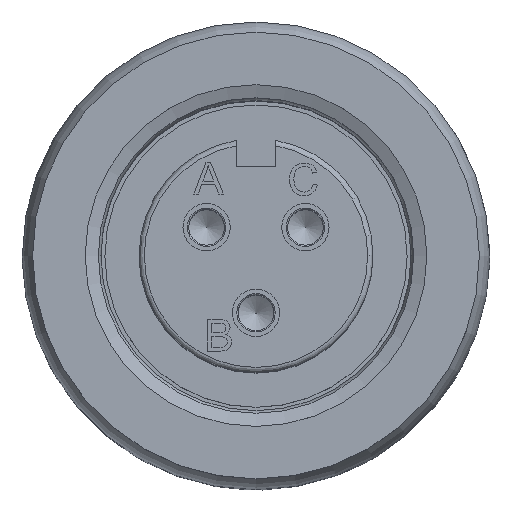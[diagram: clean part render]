
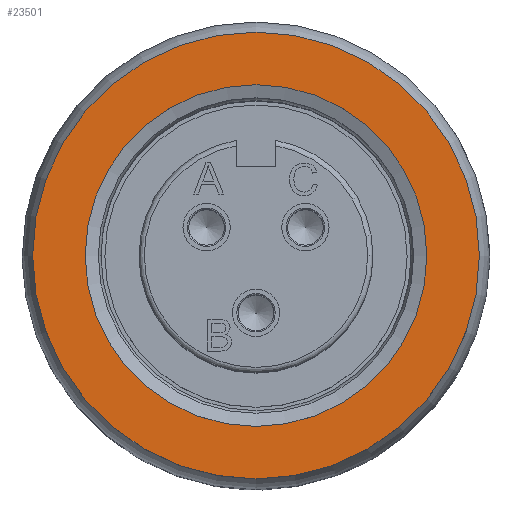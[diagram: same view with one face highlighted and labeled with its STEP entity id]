
A CAD part, top view. The second image highlights one B-rep face of the part: STEP entity #23501.
In plain terms, the highlighted planar face has unit normal (0, 0, 1).
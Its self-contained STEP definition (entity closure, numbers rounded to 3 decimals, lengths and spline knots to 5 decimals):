
#625=FACE_BOUND('',#4574,.T.);
#1184=PLANE('',#26894);
#2935=FACE_OUTER_BOUND('',#4573,.T.);
#4573=EDGE_LOOP('',(#20694));
#4574=EDGE_LOOP('',(#20695));
#6391=CIRCLE('',#26840,0.325);
#6426=CIRCLE('',#26895,0.425);
#10667=VERTEX_POINT('',#50546);
#10697=VERTEX_POINT('',#50644);
#13989=EDGE_CURVE('',#10667,#10667,#6391,.T.);
#14036=EDGE_CURVE('',#10697,#10697,#6426,.T.);
#20694=ORIENTED_EDGE('',*,*,#14036,.F.);
#20695=ORIENTED_EDGE('',*,*,#13989,.T.);
#23501=ADVANCED_FACE('',(#2935,#625),#1184,.T.);
#26840=AXIS2_PLACEMENT_3D('',#50548,#34093,#34094);
#26894=AXIS2_PLACEMENT_3D('',#50643,#34213,#34214);
#26895=AXIS2_PLACEMENT_3D('',#50645,#34215,#34216);
#34093=DIRECTION('center_axis',(0.,0.,-1.));
#34094=DIRECTION('ref_axis',(0.,1.,0.));
#34213=DIRECTION('center_axis',(0.,0.,1.));
#34214=DIRECTION('ref_axis',(1.,0.,0.));
#34215=DIRECTION('center_axis',(0.,0.,-1.));
#34216=DIRECTION('ref_axis',(0.,1.,0.));
#50546=CARTESIAN_POINT('',(0.,-0.325,0.));
#50548=CARTESIAN_POINT('Origin',(0.,0.,0.));
#50643=CARTESIAN_POINT('Origin',(0.,0.2125,0.));
#50644=CARTESIAN_POINT('',(0.,-0.425,0.));
#50645=CARTESIAN_POINT('Origin',(0.,0.,0.));
